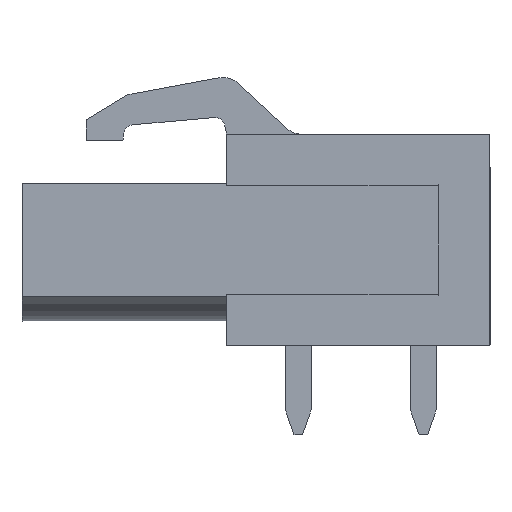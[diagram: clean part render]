
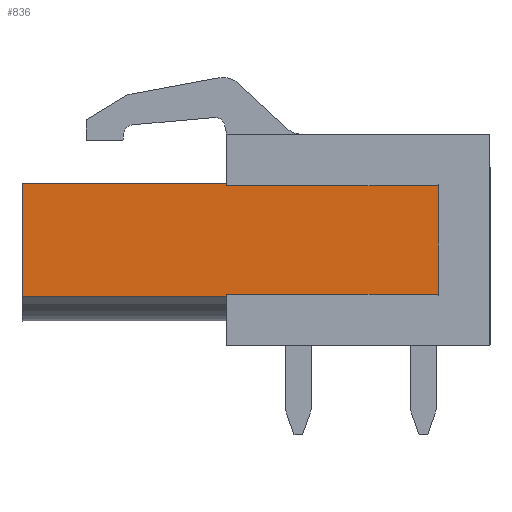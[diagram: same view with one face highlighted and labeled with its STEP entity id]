
A CAD part, front view. The second image highlights one B-rep face of the part: STEP entity #836.
In plain terms, the highlighted planar face has unit normal (0, -1, 0).
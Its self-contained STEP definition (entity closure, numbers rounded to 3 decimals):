
#836 = ADVANCED_FACE( '', ( #2130 ), #2131, .F. );
#2130 = FACE_OUTER_BOUND( '', #4229, .T. );
#2131 = PLANE( '', #4230 );
#4229 = EDGE_LOOP( '', ( #7455, #7456, #7457, #7458, #7459, #7460, #7461, #7462 ) );
#4230 = AXIS2_PLACEMENT_3D( '', #7463, #7464, #7465 );
#7455 = ORIENTED_EDGE( '', *, *, #12365, .F. );
#7456 = ORIENTED_EDGE( '', *, *, #12366, .T. );
#7457 = ORIENTED_EDGE( '', *, *, #12367, .F. );
#7458 = ORIENTED_EDGE( '', *, *, #12368, .F. );
#7459 = ORIENTED_EDGE( '', *, *, #12369, .T. );
#7460 = ORIENTED_EDGE( '', *, *, #12056, .T. );
#7461 = ORIENTED_EDGE( '', *, *, #12370, .F. );
#7462 = ORIENTED_EDGE( '', *, *, #12371, .T. );
#7463 = CARTESIAN_POINT( '', ( -1.2, 1., 4.3 ) );
#7464 = DIRECTION( '', ( 0., 1., 0. ) );
#7465 = DIRECTION( '', ( 0., 0., 1. ) );
#12056 = EDGE_CURVE( '', #14177, #14175, #14178, .T. );
#12365 = EDGE_CURVE( '', #14723, #14724, #14725, .T. );
#12366 = EDGE_CURVE( '', #14723, #14726, #14727, .T. );
#12367 = EDGE_CURVE( '', #14728, #14726, #14729, .T. );
#12368 = EDGE_CURVE( '', #14730, #14728, #14731, .T. );
#12369 = EDGE_CURVE( '', #14730, #14177, #14732, .T. );
#12370 = EDGE_CURVE( '', #14733, #14175, #14734, .T. );
#12371 = EDGE_CURVE( '', #14733, #14724, #14735, .T. );
#14175 = VERTEX_POINT( '', #17268 );
#14177 = VERTEX_POINT( '', #17271 );
#14178 = LINE( '', #17272, #17273 );
#14723 = VERTEX_POINT( '', #18030 );
#14724 = VERTEX_POINT( '', #18031 );
#14725 = LINE( '', #18032, #18033 );
#14726 = VERTEX_POINT( '', #18034 );
#14727 = LINE( '', #18035, #18036 );
#14728 = VERTEX_POINT( '', #18037 );
#14729 = LINE( '', #18038, #18039 );
#14730 = VERTEX_POINT( '', #18040 );
#14731 = LINE( '', #18041, #18042 );
#14732 = LINE( '', #18043, #18044 );
#14733 = VERTEX_POINT( '', #18045 );
#14734 = LINE( '', #18046, #18047 );
#14735 = LINE( '', #18048, #18049 );
#17268 = CARTESIAN_POINT( '', ( -1.2, 1., 2.3 ) );
#17271 = CARTESIAN_POINT( '', ( -1.2, 1., 2.65 ) );
#17272 = CARTESIAN_POINT( '', ( -1.2, 1., 2.65 ) );
#17273 = VECTOR( '', #21407, 1000. );
#18030 = CARTESIAN_POINT( '', ( -1.2, 1., -2.3 ) );
#18031 = CARTESIAN_POINT( '', ( -9.5, 1., -2.3 ) );
#18032 = CARTESIAN_POINT( '', ( -1.2, 1., -2.3 ) );
#18033 = VECTOR( '', #21770, 1000. );
#18034 = CARTESIAN_POINT( '', ( -1.2, 1., -2.65 ) );
#18035 = CARTESIAN_POINT( '', ( -1.2, 1., 2.65 ) );
#18036 = VECTOR( '', #21771, 1000. );
#18037 = CARTESIAN_POINT( '', ( 7.4, 1., -2.65 ) );
#18038 = CARTESIAN_POINT( '', ( 7.4, 1., -2.65 ) );
#18039 = VECTOR( '', #21772, 1000. );
#18040 = CARTESIAN_POINT( '', ( 7.4, 1., 2.65 ) );
#18041 = CARTESIAN_POINT( '', ( 7.4, 1., 2.65 ) );
#18042 = VECTOR( '', #21773, 1000. );
#18043 = CARTESIAN_POINT( '', ( 7.4, 1., 2.65 ) );
#18044 = VECTOR( '', #21774, 1000. );
#18045 = CARTESIAN_POINT( '', ( -9.5, 1., 2.3 ) );
#18046 = CARTESIAN_POINT( '', ( -1.2, 1., 2.3 ) );
#18047 = VECTOR( '', #21775, 1000. );
#18048 = CARTESIAN_POINT( '', ( -9.5, 1., 4.3 ) );
#18049 = VECTOR( '', #21776, 1000. );
#21407 = DIRECTION( '', ( 0., 0., -1. ) );
#21770 = DIRECTION( '', ( -1., 0., 0. ) );
#21771 = DIRECTION( '', ( 0., 0., -1. ) );
#21772 = DIRECTION( '', ( -1., 0., 0. ) );
#21773 = DIRECTION( '', ( 0., 0., -1. ) );
#21774 = DIRECTION( '', ( -1., 0., 0. ) );
#21775 = DIRECTION( '', ( 1., 0., 0. ) );
#21776 = DIRECTION( '', ( 0., 0., -1. ) );
